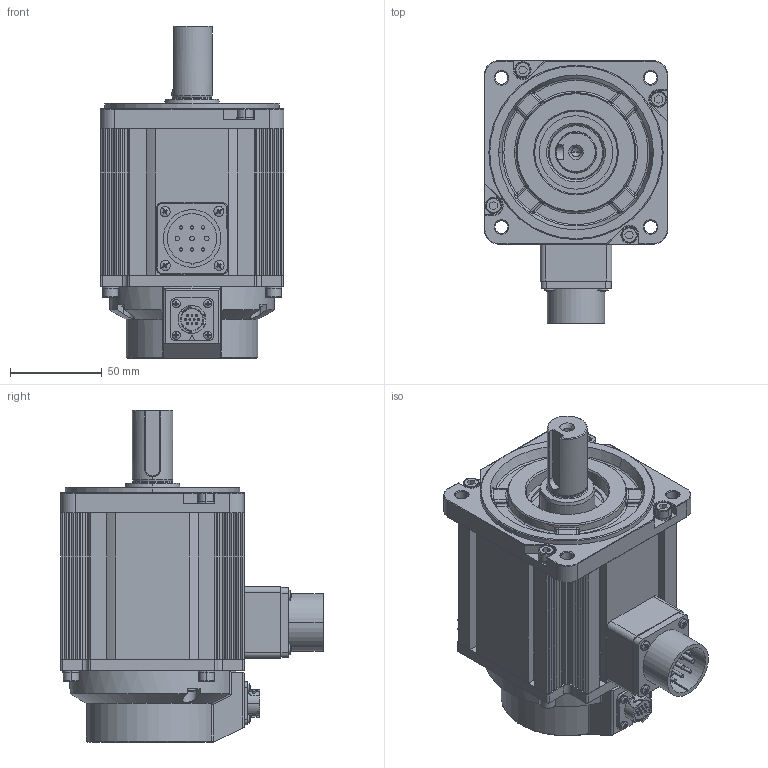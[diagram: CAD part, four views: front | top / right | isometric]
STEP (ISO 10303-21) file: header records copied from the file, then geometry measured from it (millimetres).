
FILE_DESCRIPTION (( 'STEP AP214' ), '1' );
FILE_NAME ('4611170001561.A0.STEP', '2022-12-02T09:07:51', ( '11' ), ( '' ), 'SwSTEP 2.0', 'SolidWorks 2015', '' );
FILE_SCHEMA (( 'AUTOMOTIVE_DESIGN' ));
Length unit declared in the file: millimetre
Products named in the file (1): 4611170001561.A0
Bounding box: 100 x 143 x 180.92 mm (x, y, z)
Surface area: 232552.6 mm2 (no closed solid volume)
Topology: 0 solids, 45 shells, 1892 faces, 4818 edges, 3131 vertices
Faces by surface type: plane 808, cylinder 718, cone 197, bspline 76, torus 59, sphere 34
Entity records: 85219 total; most frequent: CARTESIAN_POINT 18493, ORIENTED_EDGE 9512, DIRECTION 9367, EDGE_CURVE 4772, AXIS2_PLACEMENT_3D 3504, VERTEX_POINT 3127, LINE 2359, VECTOR 2359
